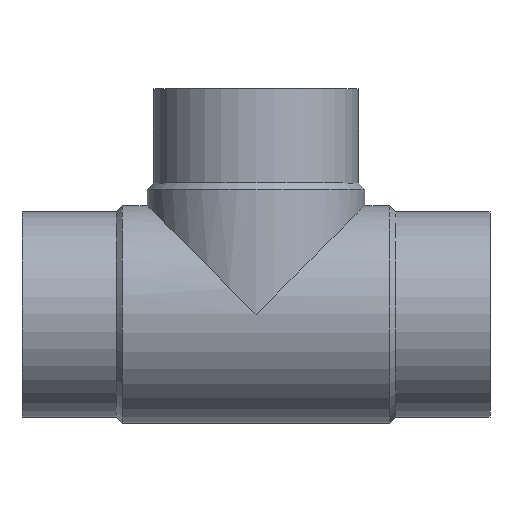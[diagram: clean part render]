
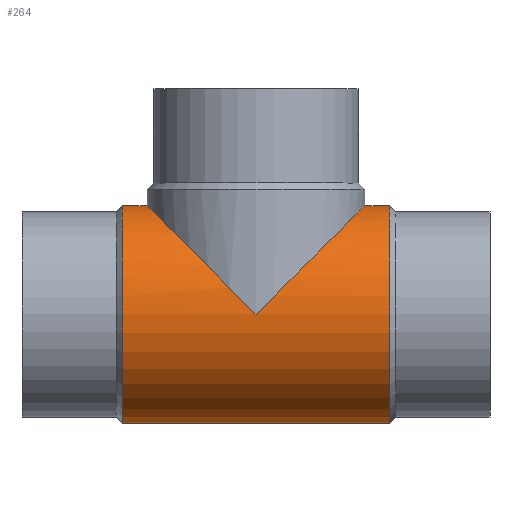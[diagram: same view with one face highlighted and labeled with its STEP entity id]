
A CAD part, top view. The second image highlights one B-rep face of the part: STEP entity #264.
In plain terms, the highlighted cylindrical face has radius 58.3 mm (diameter 116.6 mm), a partial arc.
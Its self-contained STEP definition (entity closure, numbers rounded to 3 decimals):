
#156 = EDGE_CURVE( '', #190, #306, #400, .T. );
#166 = VERTEX_POINT( '', #410 );
#168 = EDGE_CURVE( '', #332, #250, #412, .T. );
#190 = VERTEX_POINT( '', #438 );
#204 = EDGE_CURVE( '', #240, #190, #453, .T. );
#226 = EDGE_CURVE( '', #250, #166, #476, .T. );
#232 = EDGE_CURVE( '', #166, #304, #482, .T. );
#240 = VERTEX_POINT( '', #490 );
#248 = EDGE_CURVE( '', #332, #306, #498, .T. );
#250 = VERTEX_POINT( '', #500 );
#264 = ADVANCED_FACE( '', ( #517 ), #518, .T. );
#304 = VERTEX_POINT( '', #564 );
#306 = VERTEX_POINT( '', #566 );
#330 = EDGE_CURVE( '', #304, #240, #592, .T. );
#332 = VERTEX_POINT( '', #594 );
#400 = LINE( '', #665, #666 );
#410 = CARTESIAN_POINT( '', ( -53.8, 58.3, 0. ) );
#412 = LINE( '', #683, #684 );
#438 = CARTESIAN_POINT( '', ( -183.8, 58.3, 0. ) );
#453 = ELLIPSE( '', #737, 82.449, 58.3 );
#476 = CIRCLE( '', #768, 58.3 );
#482 = LINE( '', #777, #778 );
#490 = CARTESIAN_POINT( '', ( -125.5, 0., 58.3 ) );
#498 = CIRCLE( '', #799, 58.3 );
#500 = CARTESIAN_POINT( '', ( -53.8, -58.3, 0. ) );
#517 = FACE_OUTER_BOUND( '', #822, .T. );
#518 = CYLINDRICAL_SURFACE( '', #823, 58.3 );
#564 = CARTESIAN_POINT( '', ( -67.2, 58.3, 0. ) );
#566 = CARTESIAN_POINT( '', ( -197.2, 58.3, 0. ) );
#592 = ELLIPSE( '', #919, 82.449, 58.3 );
#594 = CARTESIAN_POINT( '', ( -197.2, -58.3, 0. ) );
#665 = CARTESIAN_POINT( '', ( -125.5, 58.3, 0. ) );
#666 = VECTOR( '', #1008, 1. );
#683 = CARTESIAN_POINT( '', ( -125.5, -58.3, 0. ) );
#684 = VECTOR( '', #1016, 1. );
#737 = AXIS2_PLACEMENT_3D( '', #1065, #1066, #1067 );
#768 = AXIS2_PLACEMENT_3D( '', #1082, #1083, #1084 );
#777 = CARTESIAN_POINT( '', ( -125.5, 58.3, 0. ) );
#778 = VECTOR( '', #1091, 1. );
#799 = AXIS2_PLACEMENT_3D( '', #1099, #1100, #1101 );
#822 = EDGE_LOOP( '', ( #1126, #1127, #1128, #1129, #1130, #1131, #1132 ) );
#823 = AXIS2_PLACEMENT_3D( '', #1133, #1134, #1135 );
#919 = AXIS2_PLACEMENT_3D( '', #1237, #1238, #1239 );
#1008 = DIRECTION( '', ( -1., 0., 0. ) );
#1016 = DIRECTION( '', ( 1., 0., 0. ) );
#1065 = CARTESIAN_POINT( '', ( -125.5, 0., 0. ) );
#1066 = DIRECTION( '', ( -0.707, -0.707, 0. ) );
#1067 = DIRECTION( '', ( 0.707, -0.707, 0. ) );
#1082 = CARTESIAN_POINT( '', ( -53.8, 0., 0. ) );
#1083 = DIRECTION( '', ( -1., 0., 0. ) );
#1084 = DIRECTION( '', ( 0., 1., 0. ) );
#1091 = DIRECTION( '', ( -1., 0., 0. ) );
#1099 = CARTESIAN_POINT( '', ( -197.2, 0., 0. ) );
#1100 = DIRECTION( '', ( -1., 0., 0. ) );
#1101 = DIRECTION( '', ( 0., 1., 0. ) );
#1126 = ORIENTED_EDGE( '', *, *, #232, .T. );
#1127 = ORIENTED_EDGE( '', *, *, #330, .T. );
#1128 = ORIENTED_EDGE( '', *, *, #204, .T. );
#1129 = ORIENTED_EDGE( '', *, *, #156, .T. );
#1130 = ORIENTED_EDGE( '', *, *, #248, .F. );
#1131 = ORIENTED_EDGE( '', *, *, #168, .T. );
#1132 = ORIENTED_EDGE( '', *, *, #226, .T. );
#1133 = CARTESIAN_POINT( '', ( -125.5, 0., 0. ) );
#1134 = DIRECTION( '', ( 1., 0., 0. ) );
#1135 = DIRECTION( '', ( 0., 1., 0. ) );
#1237 = CARTESIAN_POINT( '', ( -125.5, 0., 0. ) );
#1238 = DIRECTION( '', ( 0.707, -0.707, 0. ) );
#1239 = DIRECTION( '', ( 0.707, 0.707, 0. ) );
